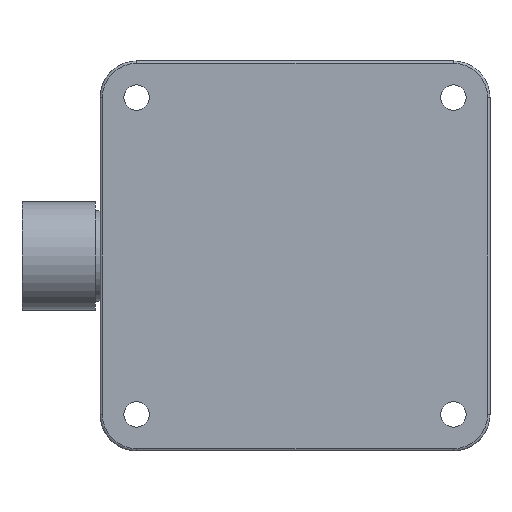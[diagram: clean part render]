
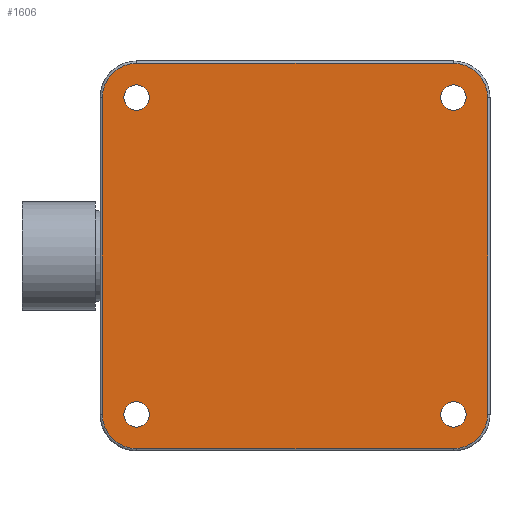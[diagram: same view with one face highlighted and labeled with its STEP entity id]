
A CAD part, front view. The second image highlights one B-rep face of the part: STEP entity #1606.
In plain terms, the highlighted planar face has unit normal (0, -1, 0).
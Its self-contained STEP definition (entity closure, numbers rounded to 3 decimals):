
#56=CARTESIAN_POINT('',(32.5,0.,32.5));
#57=DIRECTION('',(0.,1.,0.));
#58=DIRECTION('',(1.,0.,0.));
#59=AXIS2_PLACEMENT_3D('',#56,#57,#58);
#65=CARTESIAN_POINT('',(32.5,0.,32.5));
#66=DIRECTION('',(0.,1.,0.));
#67=DIRECTION('',(-1.,0.,0.));
#68=AXIS2_PLACEMENT_3D('',#65,#66,#67);
#73=CARTESIAN_POINT('',(32.5,0.,-32.5));
#74=DIRECTION('',(0.,1.,0.));
#75=DIRECTION('',(0.,0.,-1.));
#76=AXIS2_PLACEMENT_3D('',#73,#74,#75);
#81=CARTESIAN_POINT('',(32.5,0.,-32.5));
#82=DIRECTION('',(0.,1.,0.));
#83=DIRECTION('',(0.,0.,1.));
#84=AXIS2_PLACEMENT_3D('',#81,#82,#83);
#89=CARTESIAN_POINT('',(-32.5,0.,-32.5));
#90=DIRECTION('',(0.,1.,0.));
#91=DIRECTION('',(-1.,0.,0.));
#92=AXIS2_PLACEMENT_3D('',#89,#90,#91);
#97=CARTESIAN_POINT('',(-32.5,0.,-32.5));
#98=DIRECTION('',(0.,1.,0.));
#99=DIRECTION('',(1.,0.,0.));
#100=AXIS2_PLACEMENT_3D('',#97,#98,#99);
#105=CARTESIAN_POINT('',(-32.5,0.,32.5));
#106=DIRECTION('',(0.,1.,0.));
#107=DIRECTION('',(0.,0.,1.));
#108=AXIS2_PLACEMENT_3D('',#105,#106,#107);
#113=CARTESIAN_POINT('',(-32.5,0.,32.5));
#114=DIRECTION('',(0.,1.,0.));
#115=DIRECTION('',(0.,0.,-1.));
#116=AXIS2_PLACEMENT_3D('',#113,#114,#115);
#121=DIRECTION('',(-1.,0.,0.));
#122=VECTOR('',#121,65.);
#123=CARTESIAN_POINT('',(32.5,0.,39.5));
#124=LINE('',#123,#122);
#128=CARTESIAN_POINT('',(32.5,0.,32.5));
#129=DIRECTION('',(0.,-1.,0.));
#130=DIRECTION('',(1.,0.,0.));
#131=AXIS2_PLACEMENT_3D('',#128,#129,#130);
#136=DIRECTION('',(0.,0.,1.));
#137=VECTOR('',#136,65.);
#138=CARTESIAN_POINT('',(39.5,0.,-32.5));
#139=LINE('',#138,#137);
#143=CARTESIAN_POINT('',(32.5,0.,-32.5));
#144=DIRECTION('',(0.,-1.,0.));
#145=DIRECTION('',(0.,0.,-1.));
#146=AXIS2_PLACEMENT_3D('',#143,#144,#145);
#151=DIRECTION('',(1.,0.,0.));
#152=VECTOR('',#151,65.);
#153=CARTESIAN_POINT('',(-32.5,0.,-39.5));
#154=LINE('',#153,#152);
#158=CARTESIAN_POINT('',(-32.5,0.,-32.5));
#159=DIRECTION('',(0.,-1.,0.));
#160=DIRECTION('',(-1.,0.,0.));
#161=AXIS2_PLACEMENT_3D('',#158,#159,#160);
#166=DIRECTION('',(0.,0.,-1.));
#167=VECTOR('',#166,65.);
#168=CARTESIAN_POINT('',(-39.5,0.,32.5));
#169=LINE('',#168,#167);
#173=CARTESIAN_POINT('',(-32.5,0.,32.5));
#174=DIRECTION('',(0.,-1.,0.));
#175=DIRECTION('',(0.,0.,1.));
#176=AXIS2_PLACEMENT_3D('',#173,#174,#175);
#1339=CARTESIAN_POINT('',(35.1,0.,32.5));
#1340=CARTESIAN_POINT('',(29.9,0.,32.5));
#1341=VERTEX_POINT('',#1339);
#1342=VERTEX_POINT('',#1340);
#1371=CARTESIAN_POINT('',(32.5,0.,-35.1));
#1372=CARTESIAN_POINT('',(32.5,0.,-29.9));
#1373=VERTEX_POINT('',#1371);
#1374=VERTEX_POINT('',#1372);
#1403=CARTESIAN_POINT('',(-35.1,0.,-32.5));
#1404=CARTESIAN_POINT('',(-29.9,0.,-32.5));
#1405=VERTEX_POINT('',#1403);
#1406=VERTEX_POINT('',#1404);
#1435=CARTESIAN_POINT('',(-32.5,0.,35.1));
#1436=CARTESIAN_POINT('',(-32.5,0.,29.9));
#1437=VERTEX_POINT('',#1435);
#1438=VERTEX_POINT('',#1436);
#1499=CARTESIAN_POINT('',(32.5,0.,39.5));
#1500=CARTESIAN_POINT('',(-32.5,0.,39.5));
#1501=VERTEX_POINT('',#1499);
#1502=VERTEX_POINT('',#1500);
#1507=CARTESIAN_POINT('',(-39.5,0.,32.5));
#1508=VERTEX_POINT('',#1507);
#1511=CARTESIAN_POINT('',(-39.5,0.,-32.5));
#1512=VERTEX_POINT('',#1511);
#1515=CARTESIAN_POINT('',(-32.5,0.,-39.5));
#1516=VERTEX_POINT('',#1515);
#1519=CARTESIAN_POINT('',(32.5,0.,-39.5));
#1520=VERTEX_POINT('',#1519);
#1523=CARTESIAN_POINT('',(39.5,0.,-32.5));
#1524=VERTEX_POINT('',#1523);
#1527=CARTESIAN_POINT('',(39.5,0.,32.5));
#1528=VERTEX_POINT('',#1527);
#1559=CARTESIAN_POINT('',(0.,0.,0.));
#1560=DIRECTION('',(0.,1.,0.));
#1561=DIRECTION('',(1.,0.,0.));
#1562=AXIS2_PLACEMENT_3D('',#1559,#1560,#1561);
#1563=PLANE('',#1562);
#1565=ORIENTED_EDGE('',*,*,#1564,.F.);
#1567=ORIENTED_EDGE('',*,*,#1566,.F.);
#1569=ORIENTED_EDGE('',*,*,#1568,.F.);
#1571=ORIENTED_EDGE('',*,*,#1570,.F.);
#1573=ORIENTED_EDGE('',*,*,#1572,.F.);
#1575=ORIENTED_EDGE('',*,*,#1574,.F.);
#1577=ORIENTED_EDGE('',*,*,#1576,.F.);
#1579=ORIENTED_EDGE('',*,*,#1578,.F.);
#1580=EDGE_LOOP('',(#1565,#1567,#1569,#1571,#1573,#1575,#1577,#1579));
#1581=FACE_OUTER_BOUND('',#1580,.F.);
#1583=ORIENTED_EDGE('',*,*,#1582,.F.);
#1585=ORIENTED_EDGE('',*,*,#1584,.F.);
#1586=EDGE_LOOP('',(#1583,#1585));
#1587=FACE_BOUND('',#1586,.F.);
#1589=ORIENTED_EDGE('',*,*,#1588,.F.);
#1591=ORIENTED_EDGE('',*,*,#1590,.F.);
#1592=EDGE_LOOP('',(#1589,#1591));
#1593=FACE_BOUND('',#1592,.F.);
#1595=ORIENTED_EDGE('',*,*,#1594,.F.);
#1597=ORIENTED_EDGE('',*,*,#1596,.F.);
#1598=EDGE_LOOP('',(#1595,#1597));
#1599=FACE_BOUND('',#1598,.F.);
#1601=ORIENTED_EDGE('',*,*,#1600,.F.);
#1603=ORIENTED_EDGE('',*,*,#1602,.F.);
#1604=EDGE_LOOP('',(#1601,#1603));
#1605=FACE_BOUND('',#1604,.F.);
#1606=ADVANCED_FACE('',(#1581,#1587,#1593,#1599,#1605),#1563,.F.);
#60=CIRCLE('',#59,2.6);
#69=CIRCLE('',#68,2.6);
#77=CIRCLE('',#76,2.6);
#85=CIRCLE('',#84,2.6);
#93=CIRCLE('',#92,2.6);
#101=CIRCLE('',#100,2.6);
#109=CIRCLE('',#108,2.6);
#117=CIRCLE('',#116,2.6);
#132=CIRCLE('',#131,7.);
#147=CIRCLE('',#146,7.);
#162=CIRCLE('',#161,7.);
#177=CIRCLE('',#176,7.);
#1564=EDGE_CURVE('',#1501,#1502,#124,.T.);
#1566=EDGE_CURVE('',#1528,#1501,#132,.T.);
#1568=EDGE_CURVE('',#1524,#1528,#139,.T.);
#1570=EDGE_CURVE('',#1520,#1524,#147,.T.);
#1572=EDGE_CURVE('',#1516,#1520,#154,.T.);
#1574=EDGE_CURVE('',#1512,#1516,#162,.T.);
#1576=EDGE_CURVE('',#1508,#1512,#169,.T.);
#1578=EDGE_CURVE('',#1502,#1508,#177,.T.);
#1582=EDGE_CURVE('',#1341,#1342,#60,.T.);
#1584=EDGE_CURVE('',#1342,#1341,#69,.T.);
#1588=EDGE_CURVE('',#1373,#1374,#77,.T.);
#1590=EDGE_CURVE('',#1374,#1373,#85,.T.);
#1594=EDGE_CURVE('',#1405,#1406,#93,.T.);
#1596=EDGE_CURVE('',#1406,#1405,#101,.T.);
#1600=EDGE_CURVE('',#1437,#1438,#109,.T.);
#1602=EDGE_CURVE('',#1438,#1437,#117,.T.);
